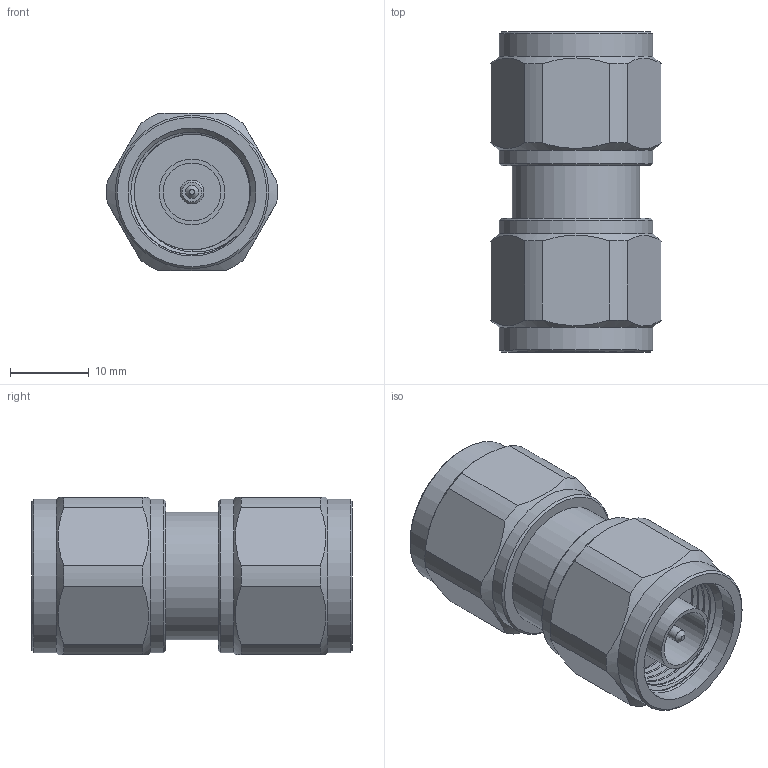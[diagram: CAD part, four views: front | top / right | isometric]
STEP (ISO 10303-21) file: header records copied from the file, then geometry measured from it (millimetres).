
FILE_DESCRIPTION (( 'STEP AP203' ), '1' );
FILE_NAME ('PE91198_3D.step', '2021-04-29T15:01:08', ( '' ), ( '' ), 'SwSTEP 2.0', 'SolidWorks 2020', '' );
FILE_SCHEMA (( 'CONFIG_CONTROL_DESIGN' ));
Length unit declared in the file: inch
Products named in the file (1): PE91198_3D
Bounding box: 21.73 x 40.7 x 20 mm (x, y, z)
Volume: 9960 mm3; surface area: 5001.2 mm2
Topology: 1 solids, 1 shells, 77 faces, 180 edges, 117 vertices
Faces by surface type: cylinder 29, plane 26, cone 16, bspline 6
Full cylindrical faces by diameter (mm): 1.651 x2, 3.048 x2, 7.366 x2, 8.382 x2, 16.195 x1, 16.256 x2, 19.497 x4
Entity records: 4093 total; most frequent: CARTESIAN_POINT 2542, DIRECTION 300, ORIENTED_EDGE 268, AXIS2_PLACEMENT_3D 138, EDGE_CURVE 134, EDGE_LOOP 116, VERTEX_POINT 102, FACE_OUTER_BOUND 90
